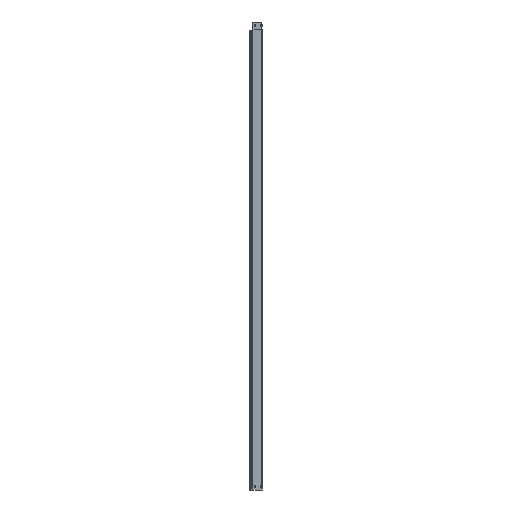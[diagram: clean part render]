
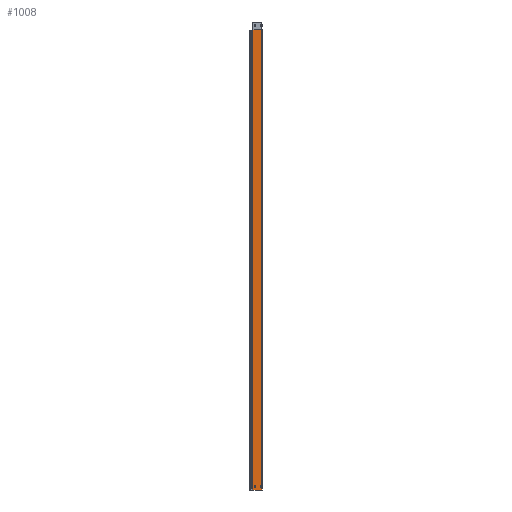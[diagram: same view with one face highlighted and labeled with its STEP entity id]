
A CAD part, left-side view. The second image highlights one B-rep face of the part: STEP entity #1008.
In plain terms, the highlighted planar face has unit normal (-1, 0, 0).
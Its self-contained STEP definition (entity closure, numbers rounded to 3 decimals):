
#106 = EDGE_CURVE ( 'NONE', #9585, #2891, #8652, .T. ) ;
#175 = DIRECTION ( 'NONE',  ( 0., 0., 1. ) ) ;
#204 = VECTOR ( 'NONE', #19201, 1000. ) ;
#266 = ORIENTED_EDGE ( 'NONE', *, *, #18849, .T. ) ;
#887 = EDGE_CURVE ( 'NONE', #2728, #20268, #1451, .T. ) ;
#1008 = ADVANCED_FACE ( 'NONE', ( #6520, #17441, #1693 ), #14946, .F. ) ;
#1014 = CARTESIAN_POINT ( 'NONE',  ( -250., 57.822, 2948.764 ) ) ;
#1188 = AXIS2_PLACEMENT_3D ( 'NONE', #15009, #18283, #8556 ) ;
#1329 = EDGE_CURVE ( 'NONE', #13323, #2891, #4966, .T. ) ;
#1451 = LINE ( 'NONE', #2173, #6005 ) ;
#1478 = CARTESIAN_POINT ( 'NONE',  ( -250., 2., 2948.764 ) ) ;
#1622 = LINE ( 'NONE', #11378, #19404 ) ;
#1670 = DIRECTION ( 'NONE',  ( 0., -1., 0. ) ) ;
#1693 = FACE_OUTER_BOUND ( 'NONE', #2578, .T. ) ;
#1721 = DIRECTION ( 'NONE',  ( -1., 0., 0. ) ) ;
#1911 = DIRECTION ( 'NONE',  ( 0., -1., 0. ) ) ;
#2011 = DIRECTION ( 'NONE',  ( 0., -1., 0. ) ) ;
#2173 = CARTESIAN_POINT ( 'NONE',  ( -250., 1., 0. ) ) ;
#2578 = EDGE_LOOP ( 'NONE', ( #266, #14855, #5574, #12592, #14780, #20221, #10429 ) ) ;
#2728 = VERTEX_POINT ( 'NONE', #5667 ) ;
#2891 = VERTEX_POINT ( 'NONE', #1014 ) ;
#3115 = VERTEX_POINT ( 'NONE', #4146 ) ;
#3279 = CARTESIAN_POINT ( 'NONE',  ( -250., 10.5, 20. ) ) ;
#3322 = LINE ( 'NONE', #3451, #6140 ) ;
#3451 = CARTESIAN_POINT ( 'NONE',  ( -250., 0., 2948.5 ) ) ;
#3647 = ORIENTED_EDGE ( 'NONE', *, *, #7142, .F. ) ;
#4146 = CARTESIAN_POINT ( 'NONE',  ( -250., 38.5, 28. ) ) ;
#4361 = CARTESIAN_POINT ( 'NONE',  ( -250., 58.322, 2948.5 ) ) ;
#4508 = ORIENTED_EDGE ( 'NONE', *, *, #8769, .F. ) ;
#4749 = CARTESIAN_POINT ( 'NONE',  ( -250., 7., 20. ) ) ;
#4966 = LINE ( 'NONE', #19580, #12861 ) ;
#5533 = CIRCLE ( 'NONE', #19463, 3.5 ) ;
#5574 = ORIENTED_EDGE ( 'NONE', *, *, #1329, .F. ) ;
#5664 = VERTEX_POINT ( 'NONE', #17263 ) ;
#5667 = CARTESIAN_POINT ( 'NONE',  ( -250., 1., 2948.453 ) ) ;
#5999 = CARTESIAN_POINT ( 'NONE',  ( -250., 1., 0. ) ) ;
#6005 = VECTOR ( 'NONE', #16733, 1000. ) ;
#6140 = VECTOR ( 'NONE', #1911, 1000. ) ;
#6383 = VECTOR ( 'NONE', #8271, 1000. ) ;
#6512 = CARTESIAN_POINT ( 'NONE',  ( -250., 57.822, 2948.5 ) ) ;
#6520 = FACE_BOUND ( 'NONE', #16626, .T. ) ;
#6719 = DIRECTION ( 'NONE',  ( 0., 0., 1. ) ) ;
#6914 = AXIS2_PLACEMENT_3D ( 'NONE', #8311, #1721, #12927 ) ;
#7062 = EDGE_CURVE ( 'NONE', #3115, #16383, #5533, .T. ) ;
#7124 = LINE ( 'NONE', #8191, #6383 ) ;
#7142 = EDGE_CURVE ( 'NONE', #11999, #5664, #10123, .T. ) ;
#7307 = CIRCLE ( 'NONE', #6914, 3.5 ) ;
#7470 = ORIENTED_EDGE ( 'NONE', *, *, #18001, .F. ) ;
#7576 = EDGE_CURVE ( 'NONE', #5664, #8720, #14693, .T. ) ;
#7914 = CARTESIAN_POINT ( 'NONE',  ( -250., 10.5, 28. ) ) ;
#7929 = CARTESIAN_POINT ( 'NONE',  ( -250., 1.161, 2948.524 ) ) ;
#8148 = VECTOR ( 'NONE', #15780, 1000. ) ;
#8191 = CARTESIAN_POINT ( 'NONE',  ( -250., 45.5, 20. ) ) ;
#8271 = DIRECTION ( 'NONE',  ( 0., 0., -1. ) ) ;
#8311 = CARTESIAN_POINT ( 'NONE',  ( -250., 42., 20. ) ) ;
#8314 = LINE ( 'NONE', #15948, #204 ) ;
#8421 = B_SPLINE_CURVE_WITH_KNOTS ( 'NONE', 3,
 ( #17928, #7929, #19355, #20929, #9624, #1478 ),
 .UNSPECIFIED., .F., .F.,
 ( 4, 2, 4 ),
 ( 0., 0.001, 0.001 ),
 .UNSPECIFIED. ) ;
#8556 = DIRECTION ( 'NONE',  ( 0., 1., 0. ) ) ;
#8652 = LINE ( 'NONE', #10882, #8148 ) ;
#8720 = VERTEX_POINT ( 'NONE', #9328 ) ;
#8769 = EDGE_CURVE ( 'NONE', #8720, #16887, #8314, .T. ) ;
#9328 = CARTESIAN_POINT ( 'NONE',  ( -250., 3.5, 20. ) ) ;
#9585 = VERTEX_POINT ( 'NONE', #15154 ) ;
#9624 = CARTESIAN_POINT ( 'NONE',  ( -250., 1.823, 2948.764 ) ) ;
#10123 = LINE ( 'NONE', #3279, #20561 ) ;
#10429 = ORIENTED_EDGE ( 'NONE', *, *, #887, .F. ) ;
#10470 = EDGE_CURVE ( 'NONE', #15314, #11276, #17170, .T. ) ;
#10818 = LINE ( 'NONE', #12101, #19969 ) ;
#10882 = CARTESIAN_POINT ( 'NONE',  ( -250., 0., 2948.764 ) ) ;
#11276 = VERTEX_POINT ( 'NONE', #17226 ) ;
#11378 = CARTESIAN_POINT ( 'NONE',  ( -250., 38.5, 20. ) ) ;
#11723 = DIRECTION ( 'NONE',  ( -1., 0., 0. ) ) ;
#11914 = DIRECTION ( 'NONE',  ( 0., 0., -1. ) ) ;
#11985 = ORIENTED_EDGE ( 'NONE', *, *, #17946, .F. ) ;
#11999 = VERTEX_POINT ( 'NONE', #7914 ) ;
#12052 = CARTESIAN_POINT ( 'NONE',  ( -250., 58.322, 2948.5 ) ) ;
#12101 = CARTESIAN_POINT ( 'NONE',  ( -250., 0., 0. ) ) ;
#12194 = CARTESIAN_POINT ( 'NONE',  ( -250., 3.5, 28. ) ) ;
#12592 = ORIENTED_EDGE ( 'NONE', *, *, #19539, .F. ) ;
#12861 = VECTOR ( 'NONE', #6719, 1000. ) ;
#12927 = DIRECTION ( 'NONE',  ( 0., -1., 0. ) ) ;
#12990 = DIRECTION ( 'NONE',  ( -1., 0., 0. ) ) ;
#13216 = CARTESIAN_POINT ( 'NONE',  ( -250., 42., 28. ) ) ;
#13316 = VERTEX_POINT ( 'NONE', #17797 ) ;
#13323 = VERTEX_POINT ( 'NONE', #6512 ) ;
#13481 = CARTESIAN_POINT ( 'NONE',  ( -250., 45.5, 20. ) ) ;
#13495 = CARTESIAN_POINT ( 'NONE',  ( -250., 7., 28. ) ) ;
#14454 = EDGE_CURVE ( 'NONE', #15056, #13316, #7307, .T. ) ;
#14693 = CIRCLE ( 'NONE', #15255, 3.5 ) ;
#14780 = ORIENTED_EDGE ( 'NONE', *, *, #10470, .T. ) ;
#14855 = ORIENTED_EDGE ( 'NONE', *, *, #106, .T. ) ;
#14857 = DIRECTION ( 'NONE',  ( -1., 0., 0. ) ) ;
#14906 = DIRECTION ( 'NONE',  ( 0., -1., 0. ) ) ;
#14946 = PLANE ( 'NONE',  #1188 ) ;
#15009 = CARTESIAN_POINT ( 'NONE',  ( -250., 0., 0. ) ) ;
#15056 = VERTEX_POINT ( 'NONE', #13481 ) ;
#15154 = CARTESIAN_POINT ( 'NONE',  ( -250., 2., 2948.764 ) ) ;
#15255 = AXIS2_PLACEMENT_3D ( 'NONE', #4749, #12990, #14906 ) ;
#15314 = VERTEX_POINT ( 'NONE', #4361 ) ;
#15713 = EDGE_CURVE ( 'NONE', #11276, #20268, #10818, .T. ) ;
#15780 = DIRECTION ( 'NONE',  ( 0., 1., 0. ) ) ;
#15948 = CARTESIAN_POINT ( 'NONE',  ( -250., 3.5, 20. ) ) ;
#16224 = DIRECTION ( 'NONE',  ( 0., 0., -1. ) ) ;
#16324 = ORIENTED_EDGE ( 'NONE', *, *, #14454, .F. ) ;
#16383 = VERTEX_POINT ( 'NONE', #19684 ) ;
#16626 = EDGE_LOOP ( 'NONE', ( #11985, #16324, #18120, #18473 ) ) ;
#16733 = DIRECTION ( 'NONE',  ( 0., 0., -1. ) ) ;
#16887 = VERTEX_POINT ( 'NONE', #12194 ) ;
#17118 = EDGE_LOOP ( 'NONE', ( #4508, #17422, #3647, #7470 ) ) ;
#17170 = LINE ( 'NONE', #12052, #19199 ) ;
#17226 = CARTESIAN_POINT ( 'NONE',  ( -250., 58.322, 0. ) ) ;
#17263 = CARTESIAN_POINT ( 'NONE',  ( -250., 10.5, 20. ) ) ;
#17422 = ORIENTED_EDGE ( 'NONE', *, *, #7576, .F. ) ;
#17441 = FACE_BOUND ( 'NONE', #17118, .T. ) ;
#17797 = CARTESIAN_POINT ( 'NONE',  ( -250., 38.5, 20. ) ) ;
#17928 = CARTESIAN_POINT ( 'NONE',  ( -250., 1., 2948.453 ) ) ;
#17946 = EDGE_CURVE ( 'NONE', #13316, #3115, #1622, .T. ) ;
#18001 = EDGE_CURVE ( 'NONE', #16887, #11999, #20681, .T. ) ;
#18120 = ORIENTED_EDGE ( 'NONE', *, *, #20052, .F. ) ;
#18283 = DIRECTION ( 'NONE',  ( 1., 0., 0. ) ) ;
#18473 = ORIENTED_EDGE ( 'NONE', *, *, #7062, .F. ) ;
#18849 = EDGE_CURVE ( 'NONE', #2728, #9585, #8421, .T. ) ;
#19199 = VECTOR ( 'NONE', #11914, 1000. ) ;
#19201 = DIRECTION ( 'NONE',  ( 0., 0., 1. ) ) ;
#19355 = CARTESIAN_POINT ( 'NONE',  ( -250., 1.321, 2948.598 ) ) ;
#19404 = VECTOR ( 'NONE', #175, 1000. ) ;
#19463 = AXIS2_PLACEMENT_3D ( 'NONE', #13216, #14857, #1670 ) ;
#19539 = EDGE_CURVE ( 'NONE', #15314, #13323, #3322, .T. ) ;
#19580 = CARTESIAN_POINT ( 'NONE',  ( -250., 57.822, 0. ) ) ;
#19684 = CARTESIAN_POINT ( 'NONE',  ( -250., 45.5, 28. ) ) ;
#19969 = VECTOR ( 'NONE', #20057, 1000. ) ;
#20052 = EDGE_CURVE ( 'NONE', #16383, #15056, #7124, .T. ) ;
#20057 = DIRECTION ( 'NONE',  ( 0., -1., 0. ) ) ;
#20221 = ORIENTED_EDGE ( 'NONE', *, *, #15713, .T. ) ;
#20268 = VERTEX_POINT ( 'NONE', #5999 ) ;
#20337 = AXIS2_PLACEMENT_3D ( 'NONE', #13495, #11723, #2011 ) ;
#20561 = VECTOR ( 'NONE', #16224, 1000. ) ;
#20681 = CIRCLE ( 'NONE', #20337, 3.5 ) ;
#20929 = CARTESIAN_POINT ( 'NONE',  ( -250., 1.652, 2948.719 ) ) ;
